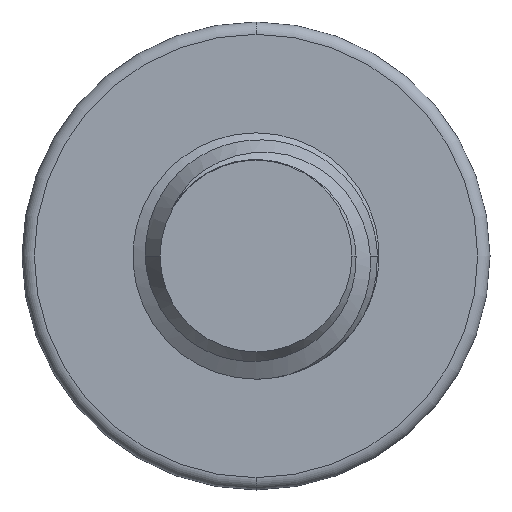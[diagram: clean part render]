
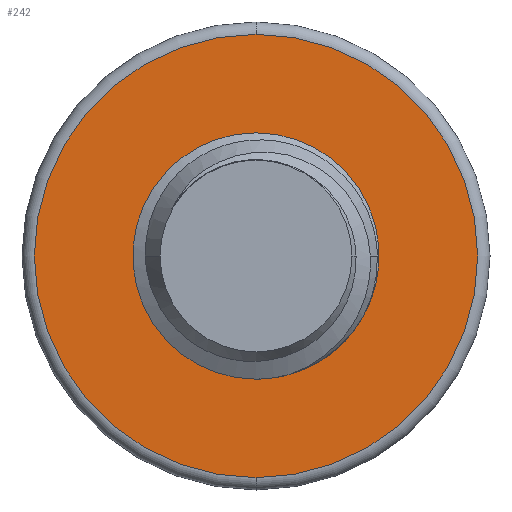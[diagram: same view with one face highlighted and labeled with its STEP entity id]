
A CAD part, front view. The second image highlights one B-rep face of the part: STEP entity #242.
In plain terms, the highlighted planar face has unit normal (0, -1, 0).
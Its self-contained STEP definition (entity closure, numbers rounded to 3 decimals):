
#17 = CARTESIAN_POINT ( 'NONE',  ( -0.644, 2., -0.669 ) ) ;
#139 = DIRECTION ( 'NONE',  ( 0., 0., 1. ) ) ;
#148 = DIRECTION ( 'NONE',  ( 0., -1., 0. ) ) ;
#158 = EDGE_CURVE ( 'NONE', #2098, #2192, #511, .T. ) ;
#159 = CARTESIAN_POINT ( 'NONE',  ( 0., 2., 0. ) ) ;
#183 = AXIS2_PLACEMENT_3D ( 'NONE', #1009, #825, #1881 ) ;
#189 = CARTESIAN_POINT ( 'NONE',  ( 0.927, 2., -0.011 ) ) ;
#221 = VERTEX_POINT ( 'NONE', #1199 ) ;
#242 = ADVANCED_FACE ( 'NONE', ( #1835, #1326 ), #1857, .F. ) ;
#345 = CARTESIAN_POINT ( 'NONE',  ( -0.207, 2., 0.762 ) ) ;
#377 = CARTESIAN_POINT ( 'NONE',  ( -0.29, 2., -0.933 ) ) ;
#456 = VERTEX_POINT ( 'NONE', #1249 ) ;
#484 = VERTEX_POINT ( 'NONE', #1469 ) ;
#487 = DIRECTION ( 'NONE',  ( 0., 0., 1. ) ) ;
#511 = CIRCLE ( 'NONE', #1475, 1.8 ) ;
#516 = CARTESIAN_POINT ( 'NONE',  ( 0.812, 2., 0.414 ) ) ;
#532 = AXIS2_PLACEMENT_3D ( 'NONE', #1169, #1502, #1331 ) ;
#535 = CARTESIAN_POINT ( 'NONE',  ( -0.148, 2., -0.983 ) ) ;
#556 = CARTESIAN_POINT ( 'NONE',  ( -0.791, 2., -0.413 ) ) ;
#560 = CARTESIAN_POINT ( 'NONE',  ( -0.106, 2., 0.783 ) ) ;
#681 = CARTESIAN_POINT ( 'NONE',  ( 0.582, 2., 0.653 ) ) ;
#699 = CARTESIAN_POINT ( 'NONE',  ( -0.799, 2., 0.176 ) ) ;
#736 = EDGE_CURVE ( 'NONE', #1319, #221, #836, .T. ) ;
#749 = AXIS2_PLACEMENT_3D ( 'NONE', #2170, #1151, #487 ) ;
#825 = DIRECTION ( 'NONE',  ( 0., 1., 0. ) ) ;
#836 = B_SPLINE_CURVE_WITH_KNOTS ( 'NONE', 3,
 ( #872, #535, #377, #1173, #17, #556, #894, #2195, #699, #1566 ),
 .UNSPECIFIED., .F., .F.,
 ( 4, 2, 2, 2, 4 ),
 ( 0., 0., 0.001, 0.001, 0.002 ),
 .UNSPECIFIED. ) ;
#855 = CARTESIAN_POINT ( 'NONE',  ( -0.487, 2., 0.646 ) ) ;
#864 = CARTESIAN_POINT ( 'NONE',  ( 0.868, 2., -0.449 ) ) ;
#872 = CARTESIAN_POINT ( 'NONE',  ( 0., 2., -1. ) ) ;
#886 = CARTESIAN_POINT ( 'NONE',  ( 0.929, 2., -0.162 ) ) ;
#894 = CARTESIAN_POINT ( 'NONE',  ( -0.831, 2., -0.266 ) ) ;
#927 = CARTESIAN_POINT ( 'NONE',  ( 0., 2., -1. ) ) ;
#1009 = CARTESIAN_POINT ( 'NONE',  ( 0., 2., 0. ) ) ;
#1029 = ORIENTED_EDGE ( 'NONE', *, *, #2059, .T. ) ;
#1041 = CARTESIAN_POINT ( 'NONE',  ( 0.199, 2., 0.765 ) ) ;
#1073 = CARTESIAN_POINT ( 'NONE',  ( -0.643, 2., 0.493 ) ) ;
#1114 = ORIENTED_EDGE ( 'NONE', *, *, #1538, .T. ) ;
#1151 = DIRECTION ( 'NONE',  ( 0., -1., 0. ) ) ;
#1169 = CARTESIAN_POINT ( 'NONE',  ( 0., 2., 0. ) ) ;
#1173 = CARTESIAN_POINT ( 'NONE',  ( -0.538, 2., -0.777 ) ) ;
#1199 = CARTESIAN_POINT ( 'NONE',  ( -0.722, 2., 0.304 ) ) ;
#1214 = CARTESIAN_POINT ( 'NONE',  ( 0.097, 2., 0.784 ) ) ;
#1236 = CARTESIAN_POINT ( 'NONE',  ( -0.722, 2., 0.304 ) ) ;
#1249 = CARTESIAN_POINT ( 'NONE',  ( 0.714, 2., -0.701 ) ) ;
#1319 = VERTEX_POINT ( 'NONE', #927 ) ;
#1326 = FACE_BOUND ( 'NONE', #2004, .T. ) ;
#1331 = DIRECTION ( 'NONE',  ( 0., 0., 1. ) ) ;
#1370 = CARTESIAN_POINT ( 'NONE',  ( 0.714, 2., -0.701 ) ) ;
#1379 = ORIENTED_EDGE ( 'NONE', *, *, #1959, .T. ) ;
#1469 = CARTESIAN_POINT ( 'NONE',  ( 0.294, 2., 0.726 ) ) ;
#1475 = AXIS2_PLACEMENT_3D ( 'NONE', #159, #148, #139 ) ;
#1502 = DIRECTION ( 'NONE',  ( 0., 1., 0. ) ) ;
#1538 = EDGE_CURVE ( 'NONE', #456, #1319, #2084, .T. ) ;
#1566 = CARTESIAN_POINT ( 'NONE',  ( -0.722, 2., 0.304 ) ) ;
#1743 = CARTESIAN_POINT ( 'NONE',  ( 0.805, 2., -0.584 ) ) ;
#1821 = ORIENTED_EDGE ( 'NONE', *, *, #2103, .T. ) ;
#1835 = FACE_OUTER_BOUND ( 'NONE', #1925, .T. ) ;
#1857 = PLANE ( 'NONE',  #183 ) ;
#1881 = DIRECTION ( 'NONE',  ( 0., 0., 1. ) ) ;
#1887 = CARTESIAN_POINT ( 'NONE',  ( 0., 2., 1.8 ) ) ;
#1903 = ORIENTED_EDGE ( 'NONE', *, *, #736, .T. ) ;
#1916 = CARTESIAN_POINT ( 'NONE',  ( 0.294, 2., 0.726 ) ) ;
#1925 = EDGE_LOOP ( 'NONE', ( #2017, #1379 ) ) ;
#1959 = EDGE_CURVE ( 'NONE', #2192, #2098, #2141, .T. ) ;
#2004 = EDGE_LOOP ( 'NONE', ( #1114, #1903, #1029, #1821 ) ) ;
#2017 = ORIENTED_EDGE ( 'NONE', *, *, #158, .T. ) ;
#2059 = EDGE_CURVE ( 'NONE', #221, #484, #2146, .T. ) ;
#2064 = CARTESIAN_POINT ( 'NONE',  ( 0.294, 2., 0.726 ) ) ;
#2084 = CIRCLE ( 'NONE', #532, 1. ) ;
#2098 = VERTEX_POINT ( 'NONE', #1887 ) ;
#2103 = EDGE_CURVE ( 'NONE', #484, #456, #2113, .T. ) ;
#2113 = B_SPLINE_CURVE_WITH_KNOTS ( 'NONE', 3,
 ( #1916, #681, #516, #189, #886, #864, #1743, #1370 ),
 .UNSPECIFIED., .F., .F.,
 ( 4, 2, 2, 4 ),
 ( 0., 0.001, 0.001, 0.002 ),
 .UNSPECIFIED. ) ;
#2141 = CIRCLE ( 'NONE', #749, 1.8 ) ;
#2146 = B_SPLINE_CURVE_WITH_KNOTS ( 'NONE', 3,
 ( #1236, #1073, #855, #345, #560, #1214, #1041, #2064 ),
 .UNSPECIFIED., .F., .F.,
 ( 4, 2, 2, 4 ),
 ( 0., 0.001, 0.001, 0.001 ),
 .UNSPECIFIED. ) ;
#2170 = CARTESIAN_POINT ( 'NONE',  ( 0., 2., 0. ) ) ;
#2192 = VERTEX_POINT ( 'NONE', #2193 ) ;
#2193 = CARTESIAN_POINT ( 'NONE',  ( 0., 2., -1.8 ) ) ;
#2195 = CARTESIAN_POINT ( 'NONE',  ( -0.835, 2., 0.028 ) ) ;
